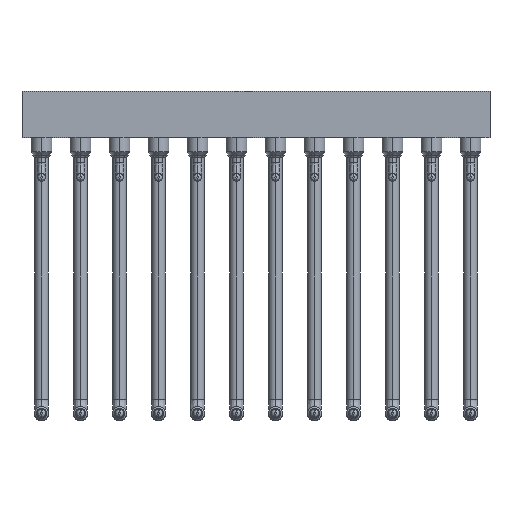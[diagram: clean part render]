
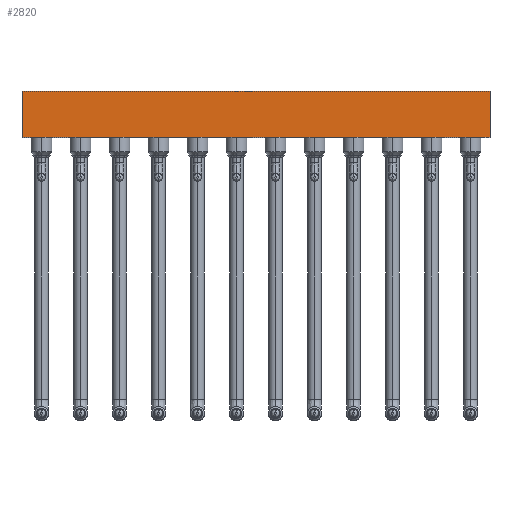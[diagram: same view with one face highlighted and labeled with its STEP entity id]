
A CAD part, top view. The second image highlights one B-rep face of the part: STEP entity #2820.
In plain terms, the highlighted planar face has unit normal (0, 0, 1).
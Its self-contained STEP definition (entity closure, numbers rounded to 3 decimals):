
#148=CARTESIAN_POINT('',(26.67,0.,3.81));
#149=VERTEX_POINT('',#148);
#159=CARTESIAN_POINT('',(-3.81,0.,3.81));
#160=VERTEX_POINT('',#159);
#161=CARTESIAN_POINT('',(26.67,0.,3.81));
#162=CARTESIAN_POINT('',(20.574,0.,3.81));
#163=CARTESIAN_POINT('',(14.478,0.,3.81));
#164=CARTESIAN_POINT('',(8.382,0.,3.81));
#165=CARTESIAN_POINT('',(2.286,0.,3.81));
#166=CARTESIAN_POINT('',(-3.81,0.,3.81));
#167=B_SPLINE_CURVE_WITH_KNOTS('',5,(#161,#162,#163,#164,#165,#166),.UNSPECIFIED.,.F.,.U.,(6,6),(0.,30.48),.UNSPECIFIED.);
#168=EDGE_CURVE('',#149,#160,#167,.T.);
#2757=CARTESIAN_POINT('',(26.67,3.,3.81));
#2758=VERTEX_POINT('',#2757);
#2768=CARTESIAN_POINT('',(26.67,3.,3.81));
#2769=CARTESIAN_POINT('',(26.67,2.4,3.81));
#2770=CARTESIAN_POINT('',(26.67,1.8,3.81));
#2771=CARTESIAN_POINT('',(26.67,1.2,3.81));
#2772=CARTESIAN_POINT('',(26.67,0.6,3.81));
#2773=CARTESIAN_POINT('',(26.67,0.,3.81));
#2774=B_SPLINE_CURVE_WITH_KNOTS('',5,(#2768,#2769,#2770,#2771,#2772,#2773),.UNSPECIFIED.,.F.,.U.,(6,6),(0.,3.),.UNSPECIFIED.);
#2775=EDGE_CURVE('',#2758,#149,#2774,.T.);
#2791=CARTESIAN_POINT('',(11.43,1.5,3.81));
#2792=DIRECTION('',(1.,0.,0.));
#2793=DIRECTION('',(0.,0.,1.));
#2794=AXIS2_PLACEMENT_3D('',#2791,#2793,#2792);
#2795=PLANE('',#2794);
#2796=ORIENTED_EDGE('',*,*,#2775,.F.);
#2797=CARTESIAN_POINT('',(-3.81,3.,3.81));
#2798=VERTEX_POINT('',#2797);
#2799=CARTESIAN_POINT('',(26.67,3.,3.81));
#2800=CARTESIAN_POINT('',(20.574,3.,3.81));
#2801=CARTESIAN_POINT('',(14.478,3.,3.81));
#2802=CARTESIAN_POINT('',(8.382,3.,3.81));
#2803=CARTESIAN_POINT('',(2.286,3.,3.81));
#2804=CARTESIAN_POINT('',(-3.81,3.,3.81));
#2805=B_SPLINE_CURVE_WITH_KNOTS('',5,(#2799,#2800,#2801,#2802,#2803,#2804),.UNSPECIFIED.,.F.,.U.,(6,6),(0.,30.48),.UNSPECIFIED.);
#2806=EDGE_CURVE('',#2758,#2798,#2805,.T.);
#2807=ORIENTED_EDGE('',*,*,#2806,.T.);
#2808=CARTESIAN_POINT('',(-3.81,3.,3.81));
#2809=CARTESIAN_POINT('',(-3.81,2.4,3.81));
#2810=CARTESIAN_POINT('',(-3.81,1.8,3.81));
#2811=CARTESIAN_POINT('',(-3.81,1.2,3.81));
#2812=CARTESIAN_POINT('',(-3.81,0.6,3.81));
#2813=CARTESIAN_POINT('',(-3.81,0.,3.81));
#2814=B_SPLINE_CURVE_WITH_KNOTS('',5,(#2808,#2809,#2810,#2811,#2812,#2813),.UNSPECIFIED.,.F.,.U.,(6,6),(0.,3.),.UNSPECIFIED.);
#2815=EDGE_CURVE('',#2798,#160,#2814,.T.);
#2816=ORIENTED_EDGE('',*,*,#2815,.T.);
#2817=ORIENTED_EDGE('',*,*,#168,.F.);
#2818=EDGE_LOOP('',(#2796,#2807,#2816,#2817));
#2819=FACE_OUTER_BOUND('',#2818,.T.);
#2820=ADVANCED_FACE('',(#2819),#2795,.T.);
